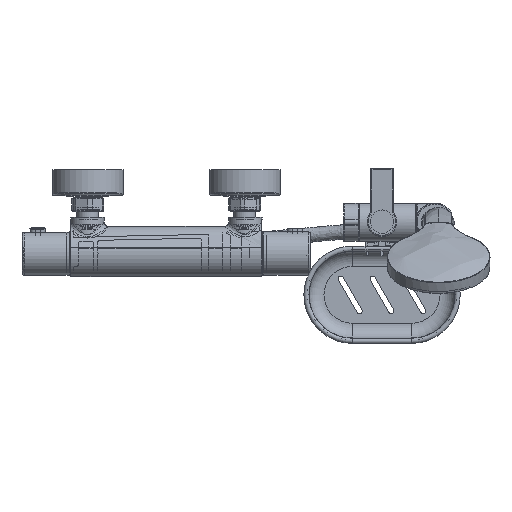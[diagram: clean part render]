
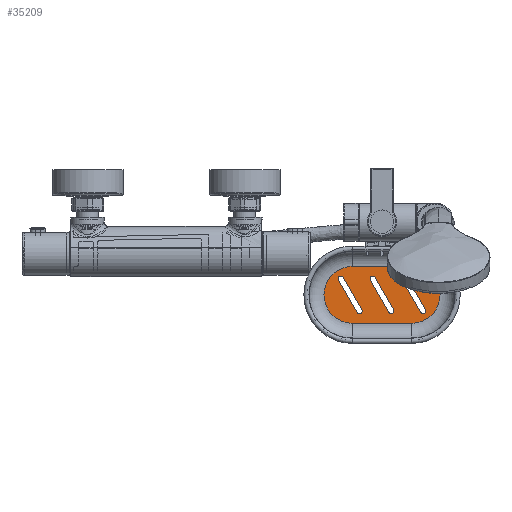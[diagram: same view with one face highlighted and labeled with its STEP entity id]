
A CAD part, top view. The second image highlights one B-rep face of the part: STEP entity #35209.
In plain terms, the highlighted planar face has unit normal (0, 0, 1).
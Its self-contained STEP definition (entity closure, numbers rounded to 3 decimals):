
#268 = EDGE_CURVE ( 'NONE', #23337, #26094, #7134, .T. ) ;
#329 = AXIS2_PLACEMENT_3D ( 'NONE', #5113, #7982, #24258 ) ;
#395 = EDGE_LOOP ( 'NONE', ( #4118, #2096, #29476, #19052 ) ) ;
#986 = ORIENTED_EDGE ( 'NONE', *, *, #5099, .F. ) ;
#1122 = VERTEX_POINT ( 'NONE', #25152 ) ;
#1224 = DIRECTION ( 'NONE',  ( -1., 0., 0. ) ) ;
#1709 = CARTESIAN_POINT ( 'NONE',  ( 321.311, -66.04, 262.09 ) ) ;
#2096 = ORIENTED_EDGE ( 'NONE', *, *, #13276, .T. ) ;
#2228 = CARTESIAN_POINT ( 'NONE',  ( 334.326, -53.096, 262.09 ) ) ;
#2419 = VERTEX_POINT ( 'NONE', #32949 ) ;
#2468 = CARTESIAN_POINT ( 'NONE',  ( 286.826, -22.785, 262.09 ) ) ;
#3225 = CARTESIAN_POINT ( 'NONE',  ( 265.511, -12.34, 262.09 ) ) ;
#3393 = EDGE_CURVE ( 'NONE', #14975, #23294, #20534, .T. ) ;
#3799 = VECTOR ( 'NONE', #20597, 1000. ) ;
#4118 = ORIENTED_EDGE ( 'NONE', *, *, #30762, .T. ) ;
#4139 = DIRECTION ( 'NONE',  ( 0., 0., 1. ) ) ;
#4363 = DIRECTION ( 'NONE',  ( 0.5, -0.866, 0. ) ) ;
#4749 = DIRECTION ( 'NONE',  ( 0., 0., 1. ) ) ;
#4785 = VECTOR ( 'NONE', #23450, 1000. ) ;
#4790 = AXIS2_PLACEMENT_3D ( 'NONE', #15922, #4749, #21660 ) ;
#5099 = EDGE_CURVE ( 'NONE', #1122, #24571, #18828, .T. ) ;
#5113 = CARTESIAN_POINT ( 'NONE',  ( 321.311, -39.19, 262.09 ) ) ;
#5130 = CARTESIAN_POINT ( 'NONE',  ( 269.996, -55.596, 262.09 ) ) ;
#5659 = VECTOR ( 'NONE', #4363, 1000. ) ;
#6081 = LINE ( 'NONE', #29383, #5659 ) ;
#6118 = VECTOR ( 'NONE', #15004, 1000. ) ;
#6120 = FACE_OUTER_BOUND ( 'NONE', #395, .T. ) ;
#6499 = LINE ( 'NONE', #30599, #6118 ) ;
#6515 = CARTESIAN_POINT ( 'NONE',  ( 332.161, -54.346, 262.09 ) ) ;
#6622 = LINE ( 'NONE', #32234, #31896 ) ;
#7134 = CIRCLE ( 'NONE', #10835, 2.5 ) ;
#7270 = ORIENTED_EDGE ( 'NONE', *, *, #19978, .F. ) ;
#7284 = ORIENTED_EDGE ( 'NONE', *, *, #32248, .F. ) ;
#7982 = DIRECTION ( 'NONE',  ( 0., 0., 1. ) ) ;
#8664 = EDGE_LOOP ( 'NONE', ( #7284, #21245, #17669, #13494 ) ) ;
#9054 = CARTESIAN_POINT ( 'NONE',  ( 282.496, -25.285, 262.09 ) ) ;
#9101 = FACE_BOUND ( 'NONE', #16309, .T. ) ;
#9609 = DIRECTION ( 'NONE',  ( -1., 0., 0. ) ) ;
#9679 = CARTESIAN_POINT ( 'NONE',  ( 286.826, -22.785, 262.09 ) ) ;
#10016 = LINE ( 'NONE', #18359, #27185 ) ;
#10043 = CIRCLE ( 'NONE', #28548, 2.5 ) ;
#10061 = VERTEX_POINT ( 'NONE', #23196 ) ;
#10709 = VERTEX_POINT ( 'NONE', #20643 ) ;
#10835 = AXIS2_PLACEMENT_3D ( 'NONE', #6515, #17468, #11606 ) ;
#10839 = FACE_BOUND ( 'NONE', #13341, .T. ) ;
#11110 = VECTOR ( 'NONE', #24176, 1000. ) ;
#11606 = DIRECTION ( 'NONE',  ( -1., 0., 0. ) ) ;
#11689 = EDGE_CURVE ( 'NONE', #23294, #20500, #25842, .T. ) ;
#11785 = PLANE ( 'NONE',  #21096 ) ;
#12251 = AXIS2_PLACEMENT_3D ( 'NONE', #15003, #17653, #1224 ) ;
#12307 = CARTESIAN_POINT ( 'NONE',  ( 284.661, -24.035, 262.09 ) ) ;
#12916 = CARTESIAN_POINT ( 'NONE',  ( 265.511, -12.34, 262.09 ) ) ;
#13214 = DIRECTION ( 'NONE',  ( 0.5, -0.866, 0. ) ) ;
#13251 = DIRECTION ( 'NONE',  ( 0.5, -0.866, 0. ) ) ;
#13276 = EDGE_CURVE ( 'NONE', #32564, #26616, #6499, .T. ) ;
#13341 = EDGE_LOOP ( 'NONE', ( #23779, #27872, #33517, #7270 ) ) ;
#13494 = ORIENTED_EDGE ( 'NONE', *, *, #3393, .F. ) ;
#14224 = CARTESIAN_POINT ( 'NONE',  ( 256.826, -22.785, 262.09 ) ) ;
#14552 = ORIENTED_EDGE ( 'NONE', *, *, #26462, .F. ) ;
#14665 = EDGE_CURVE ( 'NONE', #18276, #20423, #26172, .T. ) ;
#14975 = VERTEX_POINT ( 'NONE', #21388 ) ;
#15003 = CARTESIAN_POINT ( 'NONE',  ( 254.661, -24.035, 262.09 ) ) ;
#15004 = DIRECTION ( 'NONE',  ( 1., 0., 0. ) ) ;
#15257 = DIRECTION ( 'NONE',  ( 0., 0., 1. ) ) ;
#15352 = VERTEX_POINT ( 'NONE', #5130 ) ;
#15832 = CARTESIAN_POINT ( 'NONE',  ( 256.826, -22.785, 262.09 ) ) ;
#15834 = DIRECTION ( 'NONE',  ( -1., 0., 0. ) ) ;
#15914 = AXIS2_PLACEMENT_3D ( 'NONE', #12307, #4139, #23189 ) ;
#15922 = CARTESIAN_POINT ( 'NONE',  ( 314.661, -24.035, 262.09 ) ) ;
#15926 = CIRCLE ( 'NONE', #12251, 2.5 ) ;
#16058 = DIRECTION ( 'NONE',  ( 0., 0., 1. ) ) ;
#16182 = DIRECTION ( 'NONE',  ( -1., 0., 0. ) ) ;
#16309 = EDGE_LOOP ( 'NONE', ( #17323, #17142, #14552, #986 ) ) ;
#16964 = CARTESIAN_POINT ( 'NONE',  ( 265.511, -39.19, 262.09 ) ) ;
#17080 = DIRECTION ( 'NONE',  ( 0., 0., 1. ) ) ;
#17142 = ORIENTED_EDGE ( 'NONE', *, *, #20689, .F. ) ;
#17231 = AXIS2_PLACEMENT_3D ( 'NONE', #35166, #16058, #16182 ) ;
#17323 = ORIENTED_EDGE ( 'NONE', *, *, #27944, .F. ) ;
#17414 = DIRECTION ( 'NONE',  ( -1., 0., 0. ) ) ;
#17468 = DIRECTION ( 'NONE',  ( 0., 0., 1. ) ) ;
#17653 = DIRECTION ( 'NONE',  ( 0., 0., 1. ) ) ;
#17669 = ORIENTED_EDGE ( 'NONE', *, *, #11689, .F. ) ;
#18276 = VERTEX_POINT ( 'NONE', #32793 ) ;
#18359 = CARTESIAN_POINT ( 'NONE',  ( 282.496, -25.285, 262.09 ) ) ;
#18828 = LINE ( 'NONE', #15832, #30802 ) ;
#19052 = ORIENTED_EDGE ( 'NONE', *, *, #14665, .T. ) ;
#19978 = EDGE_CURVE ( 'NONE', #26094, #2419, #34187, .T. ) ;
#20423 = VERTEX_POINT ( 'NONE', #3225 ) ;
#20500 = VERTEX_POINT ( 'NONE', #9054 ) ;
#20534 = LINE ( 'NONE', #9679, #3799 ) ;
#20597 = DIRECTION ( 'NONE',  ( -0.5, 0.866, 0. ) ) ;
#20643 = CARTESIAN_POINT ( 'NONE',  ( 299.996, -55.596, 262.09 ) ) ;
#20689 = EDGE_CURVE ( 'NONE', #24322, #15352, #6622, .T. ) ;
#21096 = AXIS2_PLACEMENT_3D ( 'NONE', #16964, #17080, #17414 ) ;
#21245 = ORIENTED_EDGE ( 'NONE', *, *, #33016, .F. ) ;
#21388 = CARTESIAN_POINT ( 'NONE',  ( 304.326, -53.096, 262.09 ) ) ;
#21660 = DIRECTION ( 'NONE',  ( -1., 0., 0. ) ) ;
#23189 = DIRECTION ( 'NONE',  ( -1., 0., 0. ) ) ;
#23196 = CARTESIAN_POINT ( 'NONE',  ( 312.496, -25.285, 262.09 ) ) ;
#23294 = VERTEX_POINT ( 'NONE', #2468 ) ;
#23337 = VERTEX_POINT ( 'NONE', #29270 ) ;
#23450 = DIRECTION ( 'NONE',  ( -1., 0., 0. ) ) ;
#23779 = ORIENTED_EDGE ( 'NONE', *, *, #268, .F. ) ;
#24091 = FACE_BOUND ( 'NONE', #8664, .T. ) ;
#24176 = DIRECTION ( 'NONE',  ( -0.5, 0.866, 0. ) ) ;
#24258 = DIRECTION ( 'NONE',  ( -1., 0., 0. ) ) ;
#24296 = DIRECTION ( 'NONE',  ( -0.5, 0.866, 0. ) ) ;
#24322 = VERTEX_POINT ( 'NONE', #24473 ) ;
#24473 = CARTESIAN_POINT ( 'NONE',  ( 252.496, -25.285, 262.09 ) ) ;
#24571 = VERTEX_POINT ( 'NONE', #14224 ) ;
#25152 = CARTESIAN_POINT ( 'NONE',  ( 274.326, -53.096, 262.09 ) ) ;
#25485 = EDGE_CURVE ( 'NONE', #26616, #18276, #27607, .T. ) ;
#25842 = CIRCLE ( 'NONE', #15914, 2.5 ) ;
#25937 = EDGE_CURVE ( 'NONE', #10061, #23337, #6081, .T. ) ;
#26067 = CIRCLE ( 'NONE', #32973, 26.85 ) ;
#26094 = VERTEX_POINT ( 'NONE', #2228 ) ;
#26172 = LINE ( 'NONE', #12916, #4785 ) ;
#26462 = EDGE_CURVE ( 'NONE', #24571, #24322, #15926, .T. ) ;
#26616 = VERTEX_POINT ( 'NONE', #1709 ) ;
#26932 = CARTESIAN_POINT ( 'NONE',  ( 272.161, -54.346, 262.09 ) ) ;
#27185 = VECTOR ( 'NONE', #13214, 1000. ) ;
#27604 = CARTESIAN_POINT ( 'NONE',  ( 265.511, -39.19, 262.09 ) ) ;
#27607 = CIRCLE ( 'NONE', #329, 26.85 ) ;
#27872 = ORIENTED_EDGE ( 'NONE', *, *, #25937, .F. ) ;
#27944 = EDGE_CURVE ( 'NONE', #15352, #1122, #10043, .T. ) ;
#28541 = CIRCLE ( 'NONE', #17231, 2.5 ) ;
#28548 = AXIS2_PLACEMENT_3D ( 'NONE', #26932, #29709, #15834 ) ;
#29270 = CARTESIAN_POINT ( 'NONE',  ( 329.996, -55.596, 262.09 ) ) ;
#29364 = CARTESIAN_POINT ( 'NONE',  ( 265.511, -66.04, 262.09 ) ) ;
#29383 = CARTESIAN_POINT ( 'NONE',  ( 312.496, -25.285, 262.09 ) ) ;
#29476 = ORIENTED_EDGE ( 'NONE', *, *, #25485, .T. ) ;
#29709 = DIRECTION ( 'NONE',  ( 0., 0., 1. ) ) ;
#30599 = CARTESIAN_POINT ( 'NONE',  ( 265.511, -66.04, 262.09 ) ) ;
#30762 = EDGE_CURVE ( 'NONE', #20423, #32564, #26067, .T. ) ;
#30802 = VECTOR ( 'NONE', #24296, 1000. ) ;
#31896 = VECTOR ( 'NONE', #13251, 1000. ) ;
#32234 = CARTESIAN_POINT ( 'NONE',  ( 252.496, -25.285, 262.09 ) ) ;
#32248 = EDGE_CURVE ( 'NONE', #10709, #14975, #28541, .T. ) ;
#32307 = EDGE_CURVE ( 'NONE', #2419, #10061, #33702, .T. ) ;
#32564 = VERTEX_POINT ( 'NONE', #29364 ) ;
#32793 = CARTESIAN_POINT ( 'NONE',  ( 321.311, -12.34, 262.09 ) ) ;
#32949 = CARTESIAN_POINT ( 'NONE',  ( 316.826, -22.785, 262.09 ) ) ;
#32973 = AXIS2_PLACEMENT_3D ( 'NONE', #27604, #15257, #9609 ) ;
#33016 = EDGE_CURVE ( 'NONE', #20500, #10709, #10016, .T. ) ;
#33517 = ORIENTED_EDGE ( 'NONE', *, *, #32307, .F. ) ;
#33702 = CIRCLE ( 'NONE', #4790, 2.5 ) ;
#34187 = LINE ( 'NONE', #34952, #11110 ) ;
#34952 = CARTESIAN_POINT ( 'NONE',  ( 316.826, -22.785, 262.09 ) ) ;
#35166 = CARTESIAN_POINT ( 'NONE',  ( 302.161, -54.346, 262.09 ) ) ;
#35209 = ADVANCED_FACE ( 'NONE', ( #9101, #10839, #24091, #6120 ), #11785, .T. ) ;
